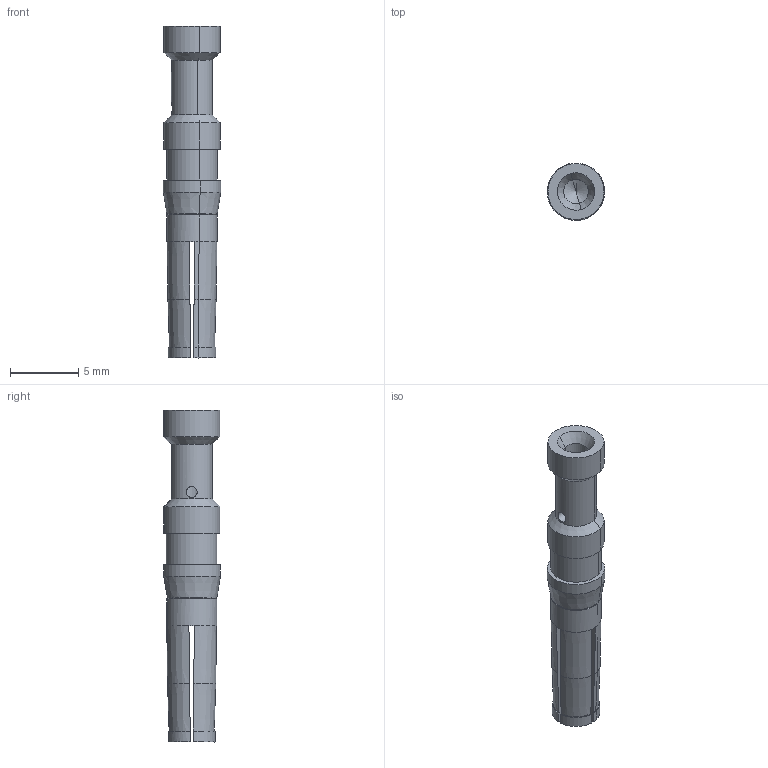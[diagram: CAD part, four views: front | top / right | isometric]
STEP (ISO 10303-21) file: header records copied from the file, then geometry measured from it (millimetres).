
FILE_DESCRIPTION(('CATIA V5 STEP Exchange','CAx-IF Rec.Pracs.--- Model Styling and Organization---1.2---2011-12-15'),'2;1');
FILE_NAME ('018583-3_1', '2018-08-27T11:22:05+00:00', ('none'), ('Weidmueller'), 'CATIA Version 5-6 Release 2014', 'CATIA V5 STEP AP214', 'none');
FILE_SCHEMA(('AUTOMOTIVE_DESIGN { 1 0 10303 214 1 1 1 1 }'));
Length unit declared in the file: millimetre
Products named in the file (1): 1682370000
Bounding box: 4.19 x 4.14 x 24.25 mm (x, y, z)
Volume: 167.7 mm3; surface area: 474.7 mm2
Topology: 1 solids, 1 shells, 90 faces, 227 edges, 141 vertices
Faces by surface type: cone 31, plane 28, cylinder 26, torus 3, revolution 2
Entity records: 2478 total; most frequent: CARTESIAN_POINT 613, ORIENTED_EDGE 450, DIRECTION 254, EDGE_CURVE 225, AXIS2_PLACEMENT_3D 142, VERTEX_POINT 141, CIRCLE 100, EDGE_LOOP 96
